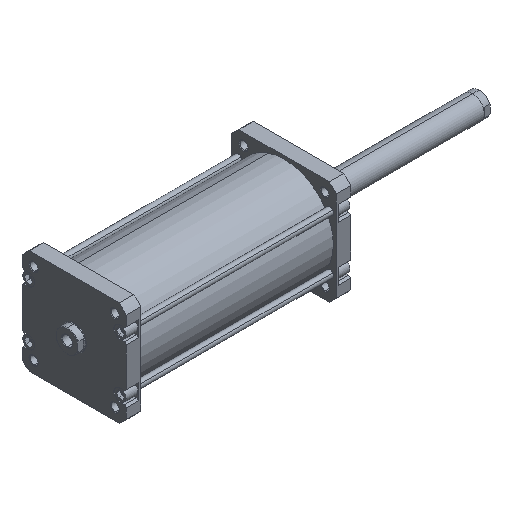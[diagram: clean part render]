
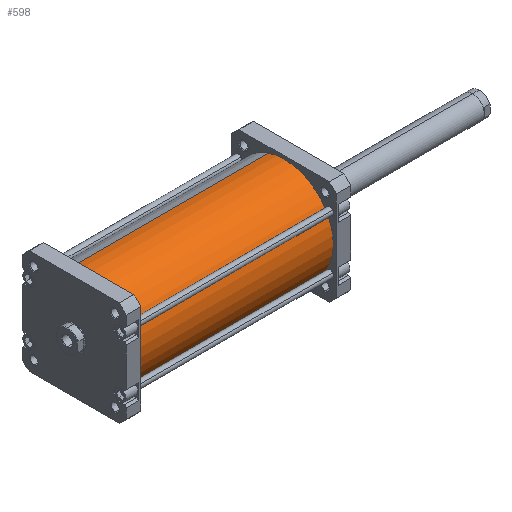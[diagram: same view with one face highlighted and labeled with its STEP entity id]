
A CAD part, isometric view. The second image highlights one B-rep face of the part: STEP entity #598.
In plain terms, the highlighted cylindrical face has radius 85 mm (diameter 170 mm), a partial arc.
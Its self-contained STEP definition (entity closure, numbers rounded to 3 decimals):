
#598 = ADVANCED_FACE ( 'NONE', ( #1736 ), #1739, .T. ) ;
#861 = ORIENTED_EDGE ( 'NONE', *, *, #5018, .F. ) ;
#862 = ORIENTED_EDGE ( 'NONE', *, *, #5021, .F. ) ;
#863 = ORIENTED_EDGE ( 'NONE', *, *, #5020, .T. ) ;
#864 = ORIENTED_EDGE ( 'NONE', *, *, #5023, .T. ) ;
#1587 = EDGE_LOOP ( 'NONE', ( #861, #862, #863, #864 ) ) ;
#1736 = FACE_OUTER_BOUND ( 'NONE', #1587, .T. ) ;
#1739 = CYLINDRICAL_SURFACE ( 'NONE', #5191, 85. ) ;
#3067 = CARTESIAN_POINT ( 'NONE',  ( 85., 0., 337. ) ) ;
#3072 = CARTESIAN_POINT ( 'NONE',  ( -85., 0., 337. ) ) ;
#3076 = DIRECTION ( 'NONE',  ( 0., 0., -1. ) ) ;
#3080 = DIRECTION ( 'NONE',  ( 0., 0., -1. ) ) ;
#3081 = CARTESIAN_POINT ( 'NONE',  ( 0., 0., 337. ) ) ;
#3082 = CARTESIAN_POINT ( 'NONE',  ( 0., 0., 0. ) ) ;
#3083 = DIRECTION ( 'NONE',  ( 0., 0., 1. ) ) ;
#3084 = DIRECTION ( 'NONE',  ( 1., 0., 0. ) ) ;
#3088 = DIRECTION ( 'NONE',  ( 0., 0., 1. ) ) ;
#3089 = DIRECTION ( 'NONE',  ( 1., 0., 0. ) ) ;
#3754 = VECTOR ( 'NONE', #3076, 1000. ) ;
#3757 = VECTOR ( 'NONE', #3080, 1000. ) ;
#3758 = LINE ( 'NONE', #3067, #3754 ) ;
#3761 = LINE ( 'NONE', #3072, #3757 ) ;
#3764 = CIRCLE ( 'NONE', #5492, 85. ) ;
#3767 = CIRCLE ( 'NONE', #5498, 85. ) ;
#4086 = CARTESIAN_POINT ( 'NONE',  ( 85., 0., 0. ) ) ;
#4087 = CARTESIAN_POINT ( 'NONE',  ( -85., 0., 337. ) ) ;
#4163 = CARTESIAN_POINT ( 'NONE',  ( 85., 0., 337. ) ) ;
#4350 = CARTESIAN_POINT ( 'NONE',  ( -85., 0., 0. ) ) ;
#5018 = EDGE_CURVE ( 'NONE', #5845, #5661, #3758, .T. ) ;
#5020 = EDGE_CURVE ( 'NONE', #5639, #6171, #3761, .T. ) ;
#5021 = EDGE_CURVE ( 'NONE', #5639, #5845, #3764, .T. ) ;
#5023 = EDGE_CURVE ( 'NONE', #6171, #5661, #3767, .T. ) ;
#5191 = AXIS2_PLACEMENT_3D ( 'NONE', #5668, #5932, #5665 ) ;
#5492 = AXIS2_PLACEMENT_3D ( 'NONE', #3081, #3083, #3084 ) ;
#5498 = AXIS2_PLACEMENT_3D ( 'NONE', #3082, #3088, #3089 ) ;
#5639 = VERTEX_POINT ( 'NONE', #4087 ) ;
#5661 = VERTEX_POINT ( 'NONE', #4086 ) ;
#5665 = DIRECTION ( 'NONE',  ( -1., 0., 0. ) ) ;
#5668 = CARTESIAN_POINT ( 'NONE',  ( 0., 0., 337. ) ) ;
#5845 = VERTEX_POINT ( 'NONE', #4163 ) ;
#5932 = DIRECTION ( 'NONE',  ( 0., 0., -1. ) ) ;
#6171 = VERTEX_POINT ( 'NONE', #4350 ) ;
